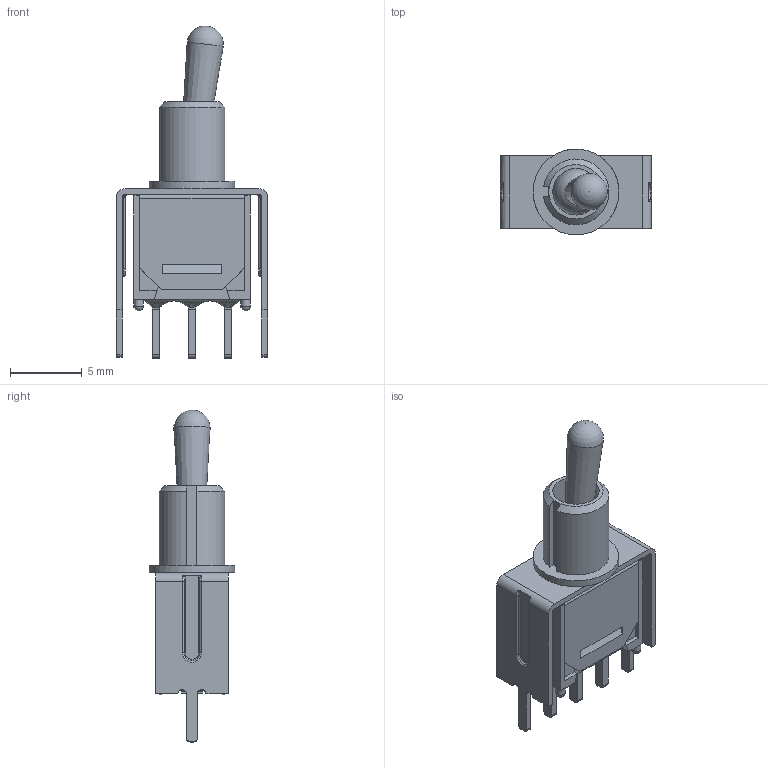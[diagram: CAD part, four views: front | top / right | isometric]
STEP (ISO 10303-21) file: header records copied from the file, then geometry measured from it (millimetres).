
FILE_DESCRIPTION((' '),'2;1');
FILE_NAME('200MSPxT2B4VS2xE.stp','2017-07-21T15:43:24',(' '),(' '),' ','ACIS',' ');
FILE_SCHEMA(('CONFIG_CONTROL_DESIGN'));
Length unit declared in the file: inch
Products named in the file (1): 200MSPxT2B4VS2xE.stp
Bounding box: 10.56 x 5.99 x 23.21 mm (x, y, z)
Volume: 330.1 mm3; surface area: 992.3 mm2
Topology: 1 solids, 2 shells, 222 faces, 589 edges, 369 vertices
Faces by surface type: plane 125, cylinder 53, bspline 20, torus 16, sphere 6, cone 2
Full cylindrical faces by diameter (mm): 0.65 x4, 3.25 x1, 6 x1
Entity records: 9267 total; most frequent: CARTESIAN_POINT 3890, ORIENTED_EDGE 1126, DIRECTION 1037, EDGE_CURVE 563, VECTOR 361, LINE 361, VERTEX_POINT 360, AXIS2_PLACEMENT_3D 338
